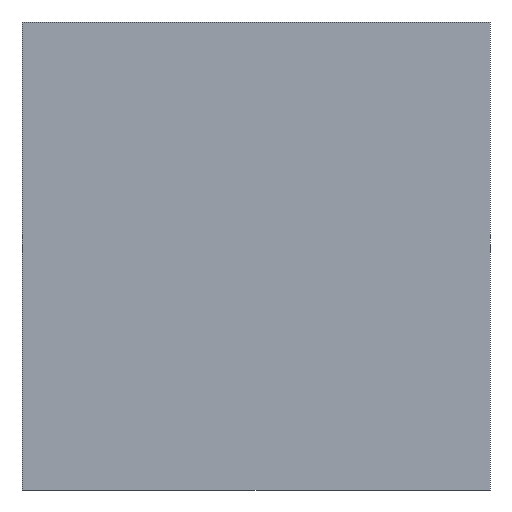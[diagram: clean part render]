
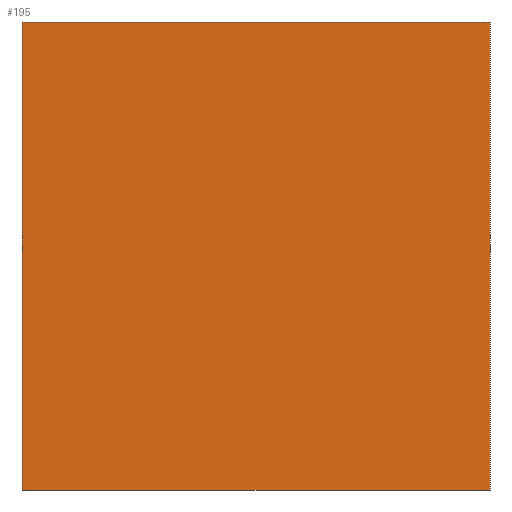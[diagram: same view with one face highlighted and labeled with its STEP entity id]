
A CAD part, left-side view. The second image highlights one B-rep face of the part: STEP entity #195.
In plain terms, the highlighted planar face has unit normal (-1, 0, 0).
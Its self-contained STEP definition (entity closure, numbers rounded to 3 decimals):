
#2 = PLANE ( 'NONE',  #199 ) ;
#5 = CARTESIAN_POINT ( 'NONE',  ( 284.707, 79.358, 25. ) ) ;
#6 = EDGE_CURVE ( 'NONE', #218, #210, #206, .T. ) ;
#12 = LINE ( 'NONE', #184, #164 ) ;
#25 = EDGE_CURVE ( 'NONE', #140, #218, #12, .T. ) ;
#33 = VECTOR ( 'NONE', #229, 1000. ) ;
#35 = EDGE_LOOP ( 'NONE', ( #202, #108, #197, #70 ) ) ;
#62 = CARTESIAN_POINT ( 'NONE',  ( 284.707, 54.358, 0. ) ) ;
#70 = ORIENTED_EDGE ( 'NONE', *, *, #76, .T. ) ;
#76 = EDGE_CURVE ( 'NONE', #140, #207, #238, .T. ) ;
#79 = DIRECTION ( 'NONE',  ( 0., 0., -1. ) ) ;
#84 = CARTESIAN_POINT ( 'NONE',  ( 284.707, 54.358, 25. ) ) ;
#87 = CARTESIAN_POINT ( 'NONE',  ( 284.707, 54.358, 25. ) ) ;
#101 = CARTESIAN_POINT ( 'NONE',  ( 284.707, 66.858, 0. ) ) ;
#108 = ORIENTED_EDGE ( 'NONE', *, *, #6, .F. ) ;
#126 = VECTOR ( 'NONE', #236, 1000. ) ;
#135 = CARTESIAN_POINT ( 'NONE',  ( 284.707, 79.358, 25. ) ) ;
#140 = VERTEX_POINT ( 'NONE', #135 ) ;
#151 = CARTESIAN_POINT ( 'NONE',  ( 284.707, 79.358, 0. ) ) ;
#153 = CARTESIAN_POINT ( 'NONE',  ( 284.707, 66.858, 25. ) ) ;
#154 = DIRECTION ( 'NONE',  ( 0., 0., -1. ) ) ;
#164 = VECTOR ( 'NONE', #183, 1000. ) ;
#168 = FACE_OUTER_BOUND ( 'NONE', #35, .T. ) ;
#176 = LINE ( 'NONE', #101, #33 ) ;
#183 = DIRECTION ( 'NONE',  ( 0., -1., 0. ) ) ;
#184 = CARTESIAN_POINT ( 'NONE',  ( 284.707, 54.358, 25. ) ) ;
#190 = VECTOR ( 'NONE', #79, 1000. ) ;
#195 = ADVANCED_FACE ( 'NONE', ( #168 ), #2, .F. ) ;
#197 = ORIENTED_EDGE ( 'NONE', *, *, #25, .F. ) ;
#199 = AXIS2_PLACEMENT_3D ( 'NONE', #153, #228, #154 ) ;
#202 = ORIENTED_EDGE ( 'NONE', *, *, #237, .T. ) ;
#206 = LINE ( 'NONE', #87, #126 ) ;
#207 = VERTEX_POINT ( 'NONE', #151 ) ;
#210 = VERTEX_POINT ( 'NONE', #62 ) ;
#218 = VERTEX_POINT ( 'NONE', #84 ) ;
#228 = DIRECTION ( 'NONE',  ( 1., 0., 0. ) ) ;
#229 = DIRECTION ( 'NONE',  ( 0., -1., 0. ) ) ;
#236 = DIRECTION ( 'NONE',  ( 0., 0., -1. ) ) ;
#237 = EDGE_CURVE ( 'NONE', #207, #210, #176, .T. ) ;
#238 = LINE ( 'NONE', #5, #190 ) ;
